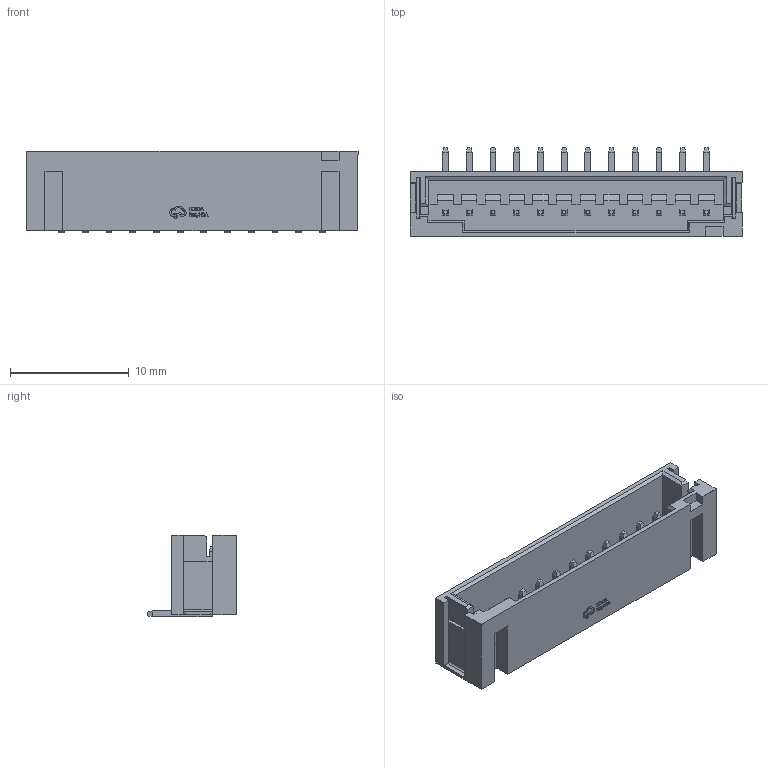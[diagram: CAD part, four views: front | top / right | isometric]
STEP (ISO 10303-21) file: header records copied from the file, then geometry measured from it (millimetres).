
FILE_DESCRIPTION (( 'STEP AP214' ), '1' );
FILE_NAME ('CONN-SMD_12P-P2.00_HDGC_2.0-B-12PB.step', '2022-07-29T11:37:12', ( '' ), ( '' ), 'SwSTEP 2.0', 'SolidWorks 2020', '' );
FILE_SCHEMA (( 'AUTOMOTIVE_DESIGN' ));
Length unit declared in the file: millimetre
Products named in the file (1): CONN-SMD_12P-P2.00_HDGC_2.0-B-12PB
Bounding box: 28 x 7.5 x 6.9 mm (x, y, z)
Volume: 478.8 mm3; surface area: 1417.2 mm2
Topology: 16 solids, 16 shells, 770 faces, 2011 edges, 1304 vertices
Faces by surface type: plane 626, bspline 112, cylinder 32
Entity records: 33014 total; most frequent: CARTESIAN_POINT 6190, ORIENTED_EDGE 4022, DIRECTION 3165, EDGE_CURVE 2011, LINE 1719, VECTOR 1719, VERTEX_POINT 1304, EDGE_LOOP 813
